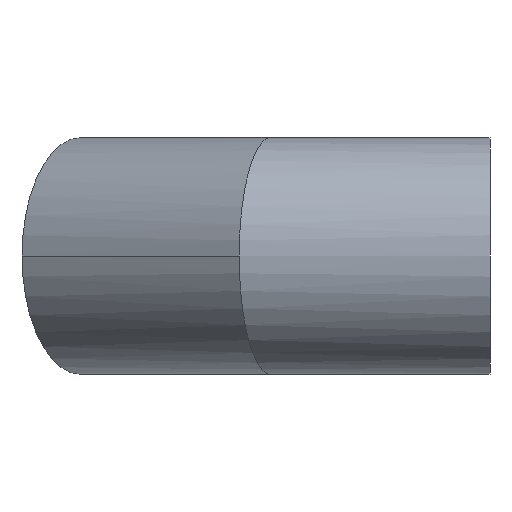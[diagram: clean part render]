
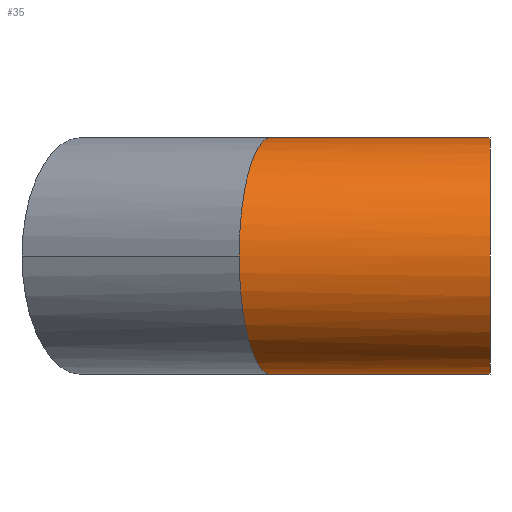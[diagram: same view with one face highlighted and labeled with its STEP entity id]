
A CAD part, left-side view. The second image highlights one B-rep face of the part: STEP entity #35.
In plain terms, the highlighted cylindrical face has radius 100 mm (diameter 200 mm), a partial arc.
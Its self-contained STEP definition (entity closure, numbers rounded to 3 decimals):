
#3 = AXIS2_PLACEMENT_3D ( 'NONE', #290, #320, #101 ) ;
#4 = VECTOR ( 'NONE', #382, 1000. ) ;
#8 = VERTEX_POINT ( 'NONE', #255 ) ;
#9 = CYLINDRICAL_SURFACE ( 'NONE', #3, 100. ) ;
#13 = EDGE_CURVE ( 'NONE', #8, #90, #17, .T. ) ;
#17 =( BOUNDED_CURVE ( )  B_SPLINE_CURVE ( 3, ( #164, #127, #227, #229 ),
 .UNSPECIFIED., .F., .T. ) 
 B_SPLINE_CURVE_WITH_KNOTS ( ( 4, 4 ),
 ( 4.712, 6.283 ),
 .UNSPECIFIED. ) 
 CURVE ( )  GEOMETRIC_REPRESENTATION_ITEM ( )  RATIONAL_B_SPLINE_CURVE ( ( 1., 0.805, 0.805, 1. ) ) 
 REPRESENTATION_ITEM ( '' )  );
#19 = CARTESIAN_POINT ( 'NONE',  ( -100., 211.68, -58.579 ) ) ;
#35 = ADVANCED_FACE ( 'NONE', ( #198 ), #9, .T. ) ;
#49 = CARTESIAN_POINT ( 'NONE',  ( 0., 0., -100. ) ) ;
#56 = VECTOR ( 'NONE', #258, 1000. ) ;
#69 = VERTEX_POINT ( 'NONE', #339 ) ;
#89 = LINE ( 'NONE', #180, #4 ) ;
#90 = VERTEX_POINT ( 'NONE', #256 ) ;
#95 = DIRECTION ( 'NONE',  ( 0., 1., 0. ) ) ;
#101 = DIRECTION ( 'NONE',  ( 0., 0., 1. ) ) ;
#110 =( BOUNDED_CURVE ( )  B_SPLINE_CURVE ( 3, ( #292, #19, #132, #373 ),
 .UNSPECIFIED., .F., .T. ) 
 B_SPLINE_CURVE_WITH_KNOTS ( ( 4, 4 ),
 ( 0., 1.571 ),
 .UNSPECIFIED. ) 
 CURVE ( )  GEOMETRIC_REPRESENTATION_ITEM ( )  RATIONAL_B_SPLINE_CURVE ( ( 1., 0.805, 0.805, 1. ) ) 
 REPRESENTATION_ITEM ( '' )  );
#127 = CARTESIAN_POINT ( 'NONE',  ( -58.579, 200.581, 100. ) ) ;
#132 = CARTESIAN_POINT ( 'NONE',  ( -58.579, 200.581, -100. ) ) ;
#136 = EDGE_CURVE ( 'NONE', #69, #271, #195, .T. ) ;
#159 = ORIENTED_EDGE ( 'NONE', *, *, #136, .F. ) ;
#161 = ORIENTED_EDGE ( 'NONE', *, *, #13, .T. ) ;
#163 = EDGE_CURVE ( 'NONE', #90, #271, #110, .T. ) ;
#164 = CARTESIAN_POINT ( 'NONE',  ( 0., 184.885, 100. ) ) ;
#179 = EDGE_LOOP ( 'NONE', ( #159, #334, #304, #161, #314 ) ) ;
#180 = CARTESIAN_POINT ( 'NONE',  ( 0., 0., 100. ) ) ;
#195 = LINE ( 'NONE', #49, #56 ) ;
#198 = FACE_OUTER_BOUND ( 'NONE', #179, .T. ) ;
#199 = CIRCLE ( 'NONE', #368, 100. ) ;
#215 = DIRECTION ( 'NONE',  ( 0., 0., 1. ) ) ;
#221 = EDGE_CURVE ( 'NONE', #367, #8, #89, .T. ) ;
#227 = CARTESIAN_POINT ( 'NONE',  ( -100., 211.68, 58.579 ) ) ;
#229 = CARTESIAN_POINT ( 'NONE',  ( -100., 211.68, 0. ) ) ;
#255 = CARTESIAN_POINT ( 'NONE',  ( 0., 184.885, 100. ) ) ;
#256 = CARTESIAN_POINT ( 'NONE',  ( -100., 211.68, 0. ) ) ;
#258 = DIRECTION ( 'NONE',  ( 0., 1., 0. ) ) ;
#260 = EDGE_CURVE ( 'NONE', #69, #367, #199, .T. ) ;
#271 = VERTEX_POINT ( 'NONE', #306 ) ;
#290 = CARTESIAN_POINT ( 'NONE',  ( 0., 0., 0. ) ) ;
#292 = CARTESIAN_POINT ( 'NONE',  ( -100., 211.68, 0. ) ) ;
#304 = ORIENTED_EDGE ( 'NONE', *, *, #221, .T. ) ;
#306 = CARTESIAN_POINT ( 'NONE',  ( 0., 184.885, -100. ) ) ;
#314 = ORIENTED_EDGE ( 'NONE', *, *, #163, .T. ) ;
#320 = DIRECTION ( 'NONE',  ( 0., 1., 0. ) ) ;
#334 = ORIENTED_EDGE ( 'NONE', *, *, #260, .T. ) ;
#339 = CARTESIAN_POINT ( 'NONE',  ( 0., 0., -100. ) ) ;
#359 = CARTESIAN_POINT ( 'NONE',  ( 0., 0., 0. ) ) ;
#364 = CARTESIAN_POINT ( 'NONE',  ( 0., 0., 100. ) ) ;
#367 = VERTEX_POINT ( 'NONE', #364 ) ;
#368 = AXIS2_PLACEMENT_3D ( 'NONE', #359, #95, #215 ) ;
#373 = CARTESIAN_POINT ( 'NONE',  ( 0., 184.885, -100. ) ) ;
#382 = DIRECTION ( 'NONE',  ( 0., 1., 0. ) ) ;
